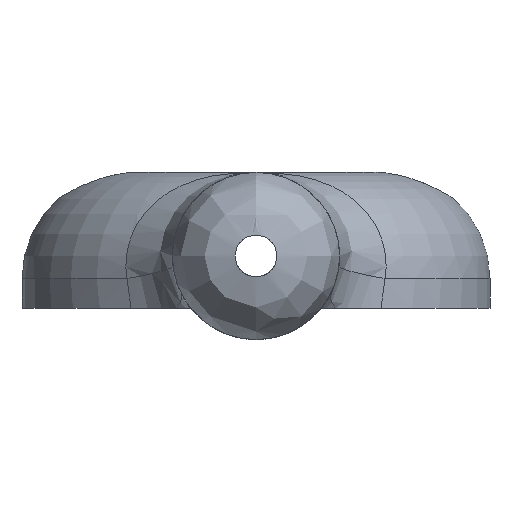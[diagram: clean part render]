
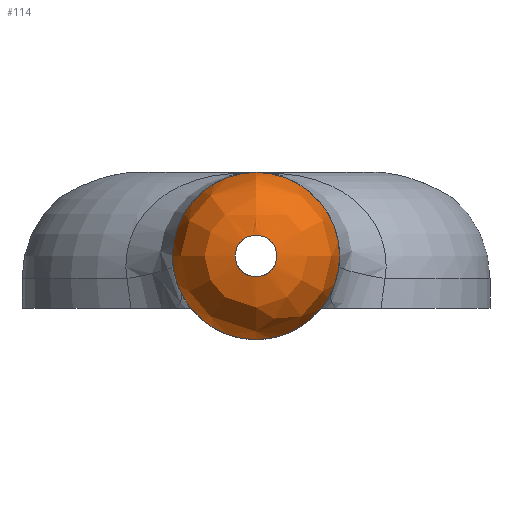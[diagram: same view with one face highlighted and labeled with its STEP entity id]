
A CAD part, left-side view. The second image highlights one B-rep face of the part: STEP entity #114.
In plain terms, the highlighted free-form (B-spline) face has degree [3, 3] with [4, 7] control points.
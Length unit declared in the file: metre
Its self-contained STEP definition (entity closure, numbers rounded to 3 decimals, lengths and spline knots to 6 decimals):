
#114 = ADVANCED_FACE( '', ( #245, #246 ), #247, .T. );
#245 = FACE_OUTER_BOUND( '', #1138, .T. );
#246 = FACE_OUTER_BOUND( '', #1139, .T. );
#247 = ( BOUNDED_SURFACE(  )B_SPLINE_SURFACE( 3, 3, ( ( #1142, #1143, #1144, #1145, #1146, #1147, #1148 ), ( #1149, #1150, #1151, #1152, #1153, #1154, #1155 ), ( #1156, #1157, #1158, #1159, #1160, #1161, #1162 ), ( #1163, #1164, #1165, #1166, #1167, #1168, #1169 ) ), .UNSPECIFIED., .F., .T., .F. )B_SPLINE_SURFACE_WITH_KNOTS( ( 4, 4 ), ( 4, 3, 4 ), ( 0., 6.283185 ), ( 0., 0.785398, 1.570796 ), .UNSPECIFIED. )GEOMETRIC_REPRESENTATION_ITEM(  )RATIONAL_B_SPLINE_SURFACE( ( ( 1., 0.333, 0.333, 1., 0.333, 0.333, 1. ), ( 0.805, 0.268, 0.268, 0.805, 0.268, 0.268, 0.805 ), ( 0.805, 0.268, 0.268, 0.805, 0.268, 0.268, 0.805 ), ( 1., 0.333, 0.333, 1., 0.333, 0.333, 1. ) ) )REPRESENTATION_ITEM( '' )SURFACE(  ) );
#1138 = EDGE_LOOP( '', ( #2064 ) );
#1139 = EDGE_LOOP( '', ( #2065 ) );
#1142 = CARTESIAN_POINT( '', ( -0.04, 0., 0.001 ) );
#1143 = CARTESIAN_POINT( '', ( -0.04, 0.002, 0.001 ) );
#1144 = CARTESIAN_POINT( '', ( -0.04, 0.002, -0.001 ) );
#1145 = CARTESIAN_POINT( '', ( -0.04, 0., -0.001 ) );
#1146 = CARTESIAN_POINT( '', ( -0.04, -0.002, -0.001 ) );
#1147 = CARTESIAN_POINT( '', ( -0.04, -0.002, 0.001 ) );
#1148 = CARTESIAN_POINT( '', ( -0.04, 0., 0.001 ) );
#1149 = CARTESIAN_POINT( '', ( -0.04, 0., 0.002757 ) );
#1150 = CARTESIAN_POINT( '', ( -0.04, 0.005515, 0.002757 ) );
#1151 = CARTESIAN_POINT( '', ( -0.04, 0.005515, -0.002757 ) );
#1152 = CARTESIAN_POINT( '', ( -0.04, 0., -0.002757 ) );
#1153 = CARTESIAN_POINT( '', ( -0.04, -0.005515, -0.002757 ) );
#1154 = CARTESIAN_POINT( '', ( -0.04, -0.005515, 0.002757 ) );
#1155 = CARTESIAN_POINT( '', ( -0.04, 0., 0.002757 ) );
#1156 = CARTESIAN_POINT( '', ( -0.038757, 0., 0.004 ) );
#1157 = CARTESIAN_POINT( '', ( -0.038757, 0.008, 0.004 ) );
#1158 = CARTESIAN_POINT( '', ( -0.038757, 0.008, -0.004 ) );
#1159 = CARTESIAN_POINT( '', ( -0.038757, 0., -0.004 ) );
#1160 = CARTESIAN_POINT( '', ( -0.038757, -0.008, -0.004 ) );
#1161 = CARTESIAN_POINT( '', ( -0.038757, -0.008, 0.004 ) );
#1162 = CARTESIAN_POINT( '', ( -0.038757, 0., 0.004 ) );
#1163 = CARTESIAN_POINT( '', ( -0.037, 0., 0.004 ) );
#1164 = CARTESIAN_POINT( '', ( -0.037, 0.008, 0.004 ) );
#1165 = CARTESIAN_POINT( '', ( -0.037, 0.008, -0.004 ) );
#1166 = CARTESIAN_POINT( '', ( -0.037, 0., -0.004 ) );
#1167 = CARTESIAN_POINT( '', ( -0.037, -0.008, -0.004 ) );
#1168 = CARTESIAN_POINT( '', ( -0.037, -0.008, 0.004 ) );
#1169 = CARTESIAN_POINT( '', ( -0.037, 0., 0.004 ) );
#2064 = ORIENTED_EDGE( '', *, *, #2146, .F. );
#2065 = ORIENTED_EDGE( '', *, *, #2176, .F. );
#2146 = EDGE_CURVE( '', #2282, #2282, #2283, .T. );
#2176 = EDGE_CURVE( '', #2328, #2328, #2329, .F. );
#2282 = VERTEX_POINT( '', #2734 );
#2283 = CIRCLE( '', #2735, 0.001 );
#2328 = VERTEX_POINT( '', #3214 );
#2329 = CIRCLE( '', #3215, 0.004 );
#2734 = CARTESIAN_POINT( '', ( -0.04, 0., 0.001 ) );
#2735 = AXIS2_PLACEMENT_3D( '', #3561, #3562, #3563 );
#3214 = CARTESIAN_POINT( '', ( -0.037, 0., 0.004 ) );
#3215 = AXIS2_PLACEMENT_3D( '', #3597, #3598, #3599 );
#3561 = CARTESIAN_POINT( '', ( -0.04, 0., 0. ) );
#3562 = DIRECTION( '', ( -1., 0., 0. ) );
#3563 = DIRECTION( '', ( 0., 0., 1. ) );
#3597 = CARTESIAN_POINT( '', ( -0.037, 0., 0. ) );
#3598 = DIRECTION( '', ( -1., 0., 0. ) );
#3599 = DIRECTION( '', ( 0., 0., 1. ) );
